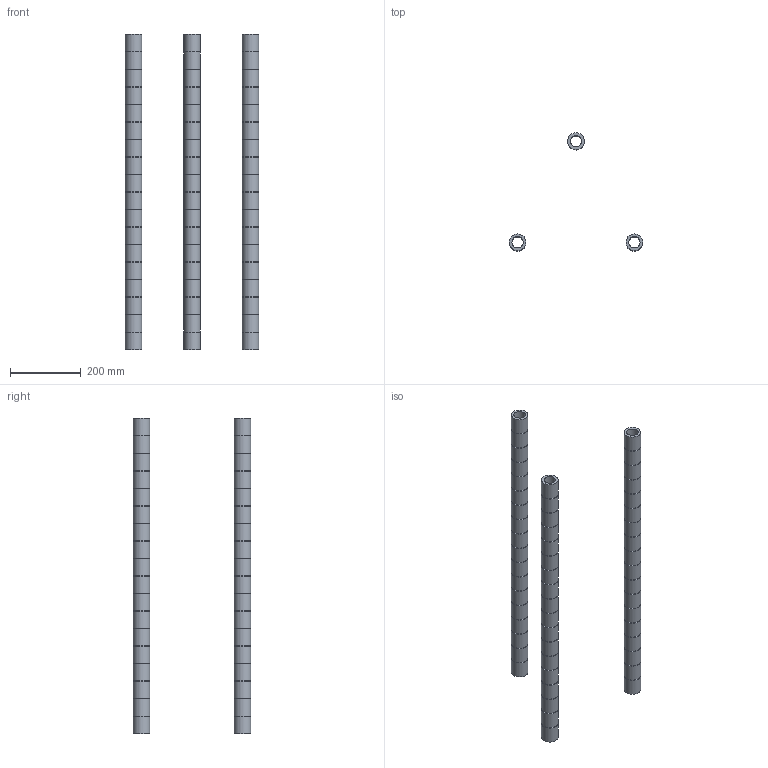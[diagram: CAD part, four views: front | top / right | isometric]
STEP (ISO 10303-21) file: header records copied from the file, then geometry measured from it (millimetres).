
FILE_DESCRIPTION(/* description */ ('STEP AP214'),/* implementation_level */ '2;1');
FILE_NAME(/* name */ '615310ee9726a2562e601bb0',/* time_stamp */ '2021-09-28T12:56:16+00:00',/* author */ (''),/* organization */ (''),/* preprocessor_version */ 'ST-DEVELOPER v18.1',/* originating_system */ ' ',/* authorisation */ ' ');
FILE_SCHEMA (('AUTOMOTIVE_DESIGN {1 0 10303 214 3 1 1}'));
Length unit declared in the file: metre
Products named in the file (54): B4C_1; B4C_2; B4C_3; B4C_4; B4C_5; B4C_6; B4C_7; B4C_8; B4C_9; B4C_10; B4C_11; B4C_12; B4C_13; B4C_14; B4C_15; B4C_16; B4C_17; B4C_18; B4C_19; B4C_20; B4C_21; B4C_22; B4C_23; B4C_24; B4C_25; B4C_26; B4C_27; B4C_28; B4C_29; B4C_30; B4C_31; B4C_32; B4C_33; B4C_34; B4C_35; B4C_36; B4C_37; B4C_38; B4C_39; B4C_40 ...
Bounding box: 377.2 x 332.99 x 890.14 mm (x, y, z)
Volume: 2465470.7 mm3; surface area: 749549.3 mm2
Topology: 54 solids, 54 shells, 216 faces, 324 edges, 216 vertices
Faces by surface type: cylinder 108, plane 108
Full cylindrical faces by diameter (mm): 32.004 x54, 47.244 x54
Entity records: 5895 total; most frequent: DIRECTION 972, CARTESIAN_POINT 702, AXIS2_PLACEMENT_3D 486, ORIENTED_EDGE 432, EDGE_LOOP 432, FACE_BOUND 432, EDGE_CURVE 216, VERTEX_POINT 216
